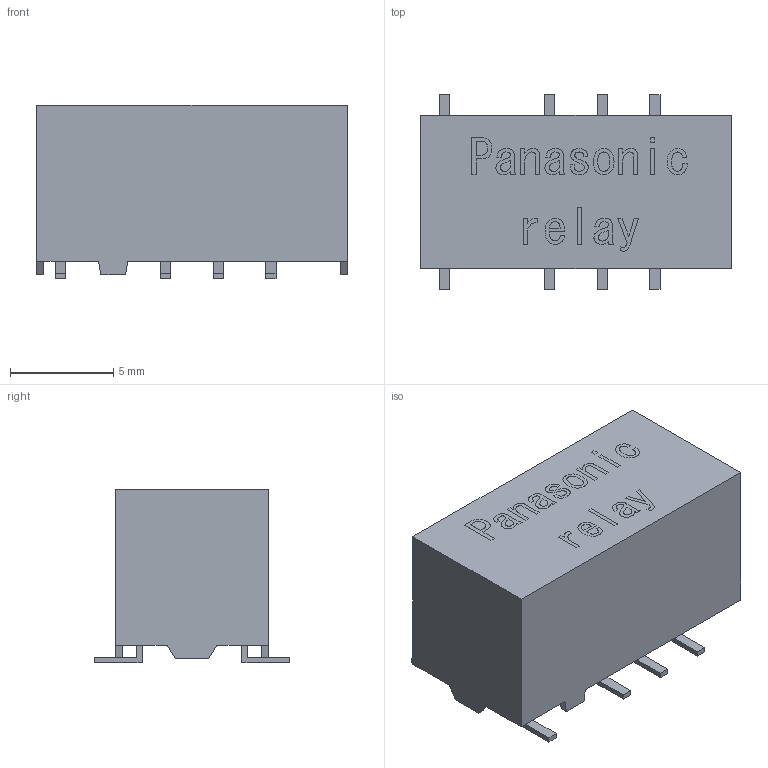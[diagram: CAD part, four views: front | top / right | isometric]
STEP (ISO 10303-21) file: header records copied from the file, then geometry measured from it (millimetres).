
FILE_DESCRIPTION (( 'STEP AP214' ), '1' );
FILE_NAME ('atx203sa.step', '2021-03-03T06:47:13', ( '' ), ( 'Panasonic Corporation 2021' ), '', '', '' );
FILE_SCHEMA (( 'AUTOMOTIVE_DESIGN' ));
Length unit declared in the file: millimetre
Products named in the file (1): atx203sa
Bounding box: 15 x 9.4 x 8.4 mm (x, y, z)
Volume: 842.3 mm3; surface area: 604.7 mm2
Topology: 1 solids, 1 shells, 339 faces, 924 edges, 616 vertices
Faces by surface type: bspline 171, plane 168
Entity records: 15494 total; most frequent: CARTESIAN_POINT 8059, ORIENTED_EDGE 1848, EDGE_CURVE 924, DIRECTION 920, VERTEX_POINT 616, LINE 582, VECTOR 582, EDGE_LOOP 368
